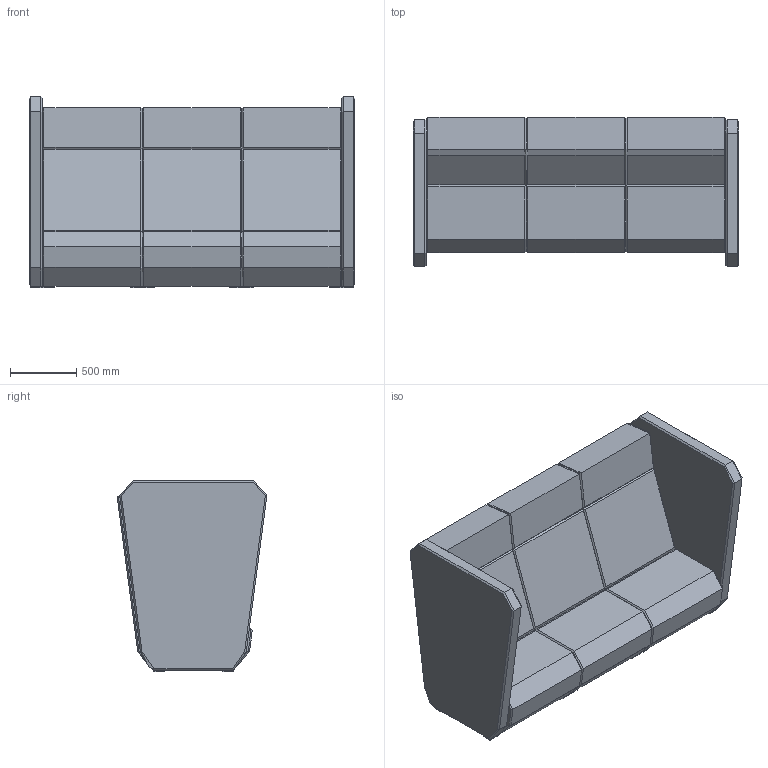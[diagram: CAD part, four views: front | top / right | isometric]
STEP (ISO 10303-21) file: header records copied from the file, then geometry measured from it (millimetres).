
FILE_DESCRIPTION(/* description */ (''),/* implementation_level */ '2;1');
FILE_NAME(/* name */ 'KM3-BR~1',/* time_stamp */ '2015-10-05T16:31:35+02:00',/* author */ (''),/* organization */ (''),/* preprocessor_version */ 'ST-DEVELOPER v15',/* originating_system */ '',/* authorisation */ '');
FILE_SCHEMA (('CONFIG_CONTROL_DESIGN'));
Length unit declared in the file: millimetre
Products named in the file (1): Document
Bounding box: 2450 x 1128.03 x 1439 mm (x, y, z)
Volume: 1439247754.8 mm3; surface area: 19861316.9 mm2
Topology: 15 solids, 19 shells, 327 faces, 804 edges, 464 vertices
Faces by surface type: bspline 273, plane 54
Entity records: 11859 total; most frequent: CARTESIAN_POINT 7744, ORIENTED_EDGE 1474, EDGE_CURVE 753, VERTEX_POINT 460, ADVANCED_FACE 327, FACE_OUTER_BOUND 327, EDGE_LOOP 327, B_SPLINE_CURVE_WITH_KNOTS 110
